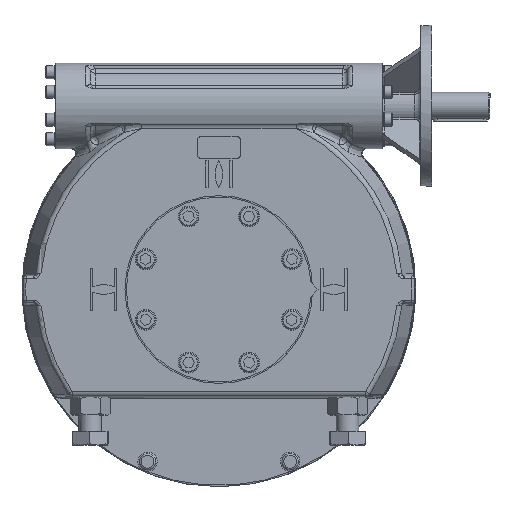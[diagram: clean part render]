
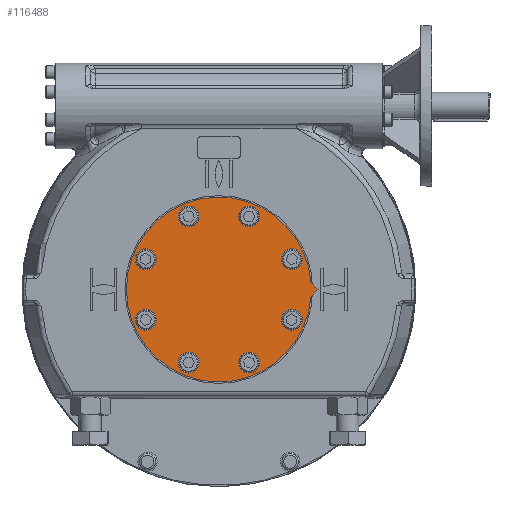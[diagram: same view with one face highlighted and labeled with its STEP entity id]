
A CAD part, top view. The second image highlights one B-rep face of the part: STEP entity #116488.
In plain terms, the highlighted planar face has unit normal (0, 0, 1).
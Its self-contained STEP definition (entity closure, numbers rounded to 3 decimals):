
#15369=LINE('',#234874,#26019);
#15370=LINE('',#234877,#26020);
#26019=VECTOR('',#151614,1000.);
#26020=VECTOR('',#151615,1000.);
#30928=PLANE('',#124748);
#65235=ORIENTED_EDGE('',*,*,#82115,.F.);
#65236=ORIENTED_EDGE('',*,*,#82116,.T.);
#65237=ORIENTED_EDGE('',*,*,#82117,.T.);
#65238=ORIENTED_EDGE('',*,*,#82118,.T.);
#65239=ORIENTED_EDGE('',*,*,#82114,.F.);
#65240=ORIENTED_EDGE('',*,*,#82113,.F.);
#65241=ORIENTED_EDGE('',*,*,#82112,.F.);
#65242=ORIENTED_EDGE('',*,*,#82111,.F.);
#65243=ORIENTED_EDGE('',*,*,#82110,.F.);
#65244=ORIENTED_EDGE('',*,*,#82109,.F.);
#65245=ORIENTED_EDGE('',*,*,#82108,.F.);
#82108=EDGE_CURVE('',#102586,#102586,#84085,.T.);
#82109=EDGE_CURVE('',#102587,#102587,#84086,.T.);
#82110=EDGE_CURVE('',#102588,#102588,#84087,.T.);
#82111=EDGE_CURVE('',#102589,#102589,#84088,.T.);
#82112=EDGE_CURVE('',#102590,#102590,#84089,.T.);
#82113=EDGE_CURVE('',#102591,#102591,#84090,.T.);
#82114=EDGE_CURVE('',#102592,#102592,#84091,.T.);
#82115=EDGE_CURVE('',#102593,#102593,#84092,.T.);
#82116=EDGE_CURVE('',#102594,#102595,#15369,.T.);
#82117=EDGE_CURVE('',#102595,#102596,#15370,.T.);
#82118=EDGE_CURVE('',#102596,#102594,#84093,.T.);
#84085=CIRCLE('',#124733,19.5);
#84086=CIRCLE('',#124735,19.5);
#84087=CIRCLE('',#124737,19.5);
#84088=CIRCLE('',#124739,19.5);
#84089=CIRCLE('',#124741,19.5);
#84090=CIRCLE('',#124743,19.5);
#84091=CIRCLE('',#124745,19.5);
#84092=CIRCLE('',#124747,19.5);
#84093=CIRCLE('',#124749,172.5);
#91140=EDGE_LOOP('',(#65235));
#91141=EDGE_LOOP('',(#65236,#65237,#65238));
#91142=EDGE_LOOP('',(#65239));
#91143=EDGE_LOOP('',(#65240));
#91144=EDGE_LOOP('',(#65241));
#91145=EDGE_LOOP('',(#65242));
#91146=EDGE_LOOP('',(#65243));
#91147=EDGE_LOOP('',(#65244));
#91148=EDGE_LOOP('',(#65245));
#102586=VERTEX_POINT('',#234851);
#102587=VERTEX_POINT('',#234854);
#102588=VERTEX_POINT('',#234857);
#102589=VERTEX_POINT('',#234860);
#102590=VERTEX_POINT('',#234863);
#102591=VERTEX_POINT('',#234866);
#102592=VERTEX_POINT('',#234869);
#102593=VERTEX_POINT('',#234872);
#102594=VERTEX_POINT('',#234875);
#102595=VERTEX_POINT('',#234876);
#102596=VERTEX_POINT('',#234878);
#109789=FACE_BOUND('',#91140,.T.);
#109790=FACE_BOUND('',#91141,.T.);
#109791=FACE_BOUND('',#91142,.T.);
#109792=FACE_BOUND('',#91143,.T.);
#109793=FACE_BOUND('',#91144,.T.);
#109794=FACE_BOUND('',#91145,.T.);
#109795=FACE_BOUND('',#91146,.T.);
#109796=FACE_BOUND('',#91147,.T.);
#109797=FACE_BOUND('',#91148,.T.);
#116488=ADVANCED_FACE('',(#109789,#109790,#109791,#109792,#109793,#109794,
#109795,#109796,#109797),#30928,.T.);
#124733=AXIS2_PLACEMENT_3D('',#234850,#151582,#151583);
#124735=AXIS2_PLACEMENT_3D('',#234853,#151586,#151587);
#124737=AXIS2_PLACEMENT_3D('',#234856,#151590,#151591);
#124739=AXIS2_PLACEMENT_3D('',#234859,#151594,#151595);
#124741=AXIS2_PLACEMENT_3D('',#234862,#151598,#151599);
#124743=AXIS2_PLACEMENT_3D('',#234865,#151602,#151603);
#124745=AXIS2_PLACEMENT_3D('',#234868,#151606,#151607);
#124747=AXIS2_PLACEMENT_3D('',#234871,#151610,#151611);
#124748=AXIS2_PLACEMENT_3D('',#234873,#151612,#151613);
#124749=AXIS2_PLACEMENT_3D('',#234879,#151616,#151617);
#151582=DIRECTION('',(0.,0.,1.));
#151583=DIRECTION('',(-1.,0.,0.));
#151586=DIRECTION('',(0.,0.,1.));
#151587=DIRECTION('',(-0.707,0.707,0.));
#151590=DIRECTION('',(0.,0.,1.));
#151591=DIRECTION('',(1.,0.,0.));
#151594=DIRECTION('',(0.,0.,1.));
#151595=DIRECTION('',(0.707,0.707,0.));
#151598=DIRECTION('',(0.,0.,1.));
#151599=DIRECTION('',(0.,-1.,0.));
#151602=DIRECTION('',(0.,0.,1.));
#151603=DIRECTION('',(0.707,-0.707,0.));
#151606=DIRECTION('',(0.,0.,1.));
#151607=DIRECTION('',(-0.707,-0.707,0.));
#151610=DIRECTION('',(0.,0.,1.));
#151611=DIRECTION('',(0.,1.,0.));
#151612=DIRECTION('',(0.,0.,1.));
#151613=DIRECTION('',(1.,0.,0.));
#151614=DIRECTION('',(0.707,0.707,0.));
#151615=DIRECTION('',(-0.707,0.707,0.));
#151616=DIRECTION('',(0.,0.,1.));
#151617=DIRECTION('',(1.,0.,0.));
#234850=CARTESIAN_POINT('',(136.272,-56.446,146.25));
#234851=CARTESIAN_POINT('',(116.772,-56.446,146.25));
#234853=CARTESIAN_POINT('',(56.446,-136.272,146.25));
#234854=CARTESIAN_POINT('',(42.657,-122.484,146.25));
#234856=CARTESIAN_POINT('',(-136.272,56.446,146.25));
#234857=CARTESIAN_POINT('',(-116.772,56.446,146.25));
#234859=CARTESIAN_POINT('',(-136.272,-56.446,146.25));
#234860=CARTESIAN_POINT('',(-122.484,-42.657,146.25));
#234862=CARTESIAN_POINT('',(56.446,136.272,146.25));
#234863=CARTESIAN_POINT('',(56.446,116.772,146.25));
#234865=CARTESIAN_POINT('',(-56.446,136.272,146.25));
#234866=CARTESIAN_POINT('',(-42.657,122.484,146.25));
#234868=CARTESIAN_POINT('',(136.272,56.446,146.25));
#234869=CARTESIAN_POINT('',(122.484,42.657,146.25));
#234871=CARTESIAN_POINT('',(-56.446,-136.272,146.25));
#234872=CARTESIAN_POINT('',(-56.446,-116.772,146.25));
#234873=CARTESIAN_POINT('',(0.,0.,146.25));
#234874=CARTESIAN_POINT('',(185.,0.,146.25));
#234875=CARTESIAN_POINT('',(172.01,-12.99,146.25));
#234876=CARTESIAN_POINT('',(185.,0.,146.25));
#234877=CARTESIAN_POINT('',(185.,0.,146.25));
#234878=CARTESIAN_POINT('',(172.01,12.99,146.25));
#234879=CARTESIAN_POINT('',(0.,0.,146.25));
